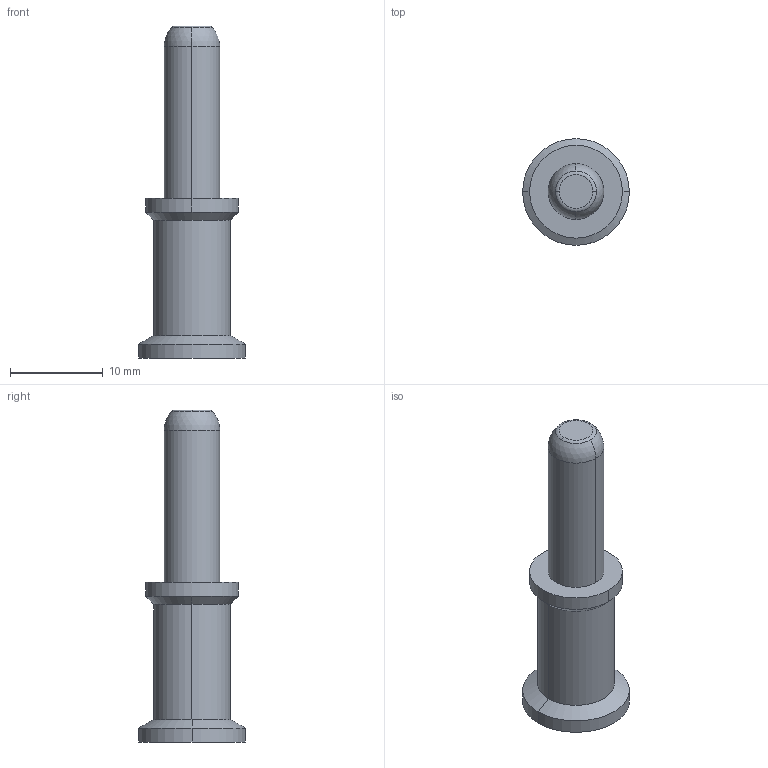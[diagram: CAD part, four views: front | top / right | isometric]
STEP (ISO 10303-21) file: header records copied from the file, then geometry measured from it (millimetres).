
FILE_DESCRIPTION(('Creo Elements/Direct Modeling STEP Export'),'2;1');
FILE_NAME('0ln7uvk5gu7e5rs5432','2022-01-28T14:56:46',(''),(''),'Creo Elements/Direct Modeling STEP processor for AP214 (Solid Model)','Creo Elements/Direct Modeling 20.1B 02-Apr-2019 (C) Parametric Technology GmbH','');
FILE_SCHEMA(('AUTOMOTIVE_DESIGN { 1 0 10303 214 1 1 1 1 }'));
Length unit declared in the file: millimetre
Products named in the file (2): RX7M2D_16_P
Assembly tree (1 placements, depth 2):
  RX7M2D_16_P
    RX7M2D_16_P
Bounding box: 11.5 x 11.5 x 35.8 mm (x, y, z)
Volume: 1193.9 mm3; surface area: 1297.8 mm2
Topology: 1 solids, 1 shells, 27 faces, 61 edges, 36 vertices
Faces by surface type: cylinder 12, cone 8, plane 3, sphere 2, torus 2
Entity records: 1424 total; most frequent: CARTESIAN_POINT 603, ORIENTED_EDGE 118, DIRECTION 116, EDGE_CURVE 59, AXIS2_PLACEMENT_3D 48, VERTEX_POINT 36, EDGE_LOOP 31, COLOUR_RGB 28
